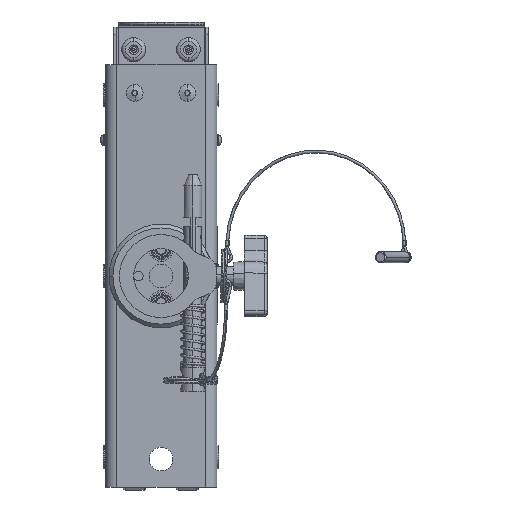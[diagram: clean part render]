
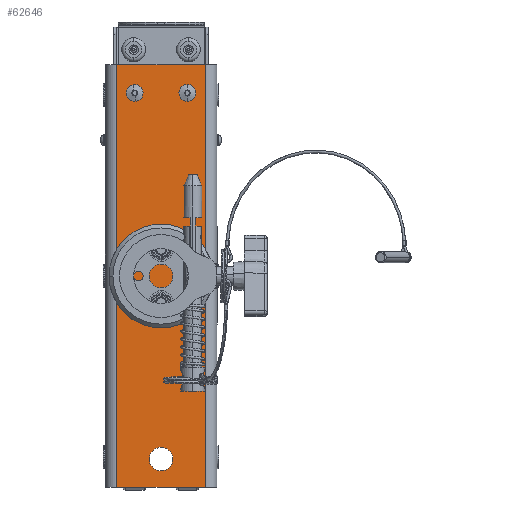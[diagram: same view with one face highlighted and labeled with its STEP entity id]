
A CAD part, front view. The second image highlights one B-rep face of the part: STEP entity #62646.
In plain terms, the highlighted planar face has unit normal (0, -1, 0).
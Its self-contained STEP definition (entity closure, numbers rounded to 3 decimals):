
#1496 = CIRCLE ( 'NONE', #8142, 3.25 ) ;
#1933 = LINE ( 'NONE', #50402, #19487 ) ;
#1940 = VERTEX_POINT ( 'NONE', #55997 ) ;
#2270 = DIRECTION ( 'NONE',  ( -1., 0., 0. ) ) ;
#4022 = FACE_BOUND ( 'NONE', #63442, .T. ) ;
#4037 = DIRECTION ( 'NONE',  ( 0., 0., 1. ) ) ;
#5058 = EDGE_LOOP ( 'NONE', ( #31840, #20142 ) ) ;
#5316 = CIRCLE ( 'NONE', #52352, 3.25 ) ;
#8142 = AXIS2_PLACEMENT_3D ( 'NONE', #45839, #45313, #34089 ) ;
#8195 = ORIENTED_EDGE ( 'NONE', *, *, #31761, .T. ) ;
#9009 = DIRECTION ( 'NONE',  ( -1., 0., 0. ) ) ;
#9358 = CARTESIAN_POINT ( 'NONE',  ( 6.25, 0., -97. ) ) ;
#9839 = VERTEX_POINT ( 'NONE', #17504 ) ;
#10716 = ORIENTED_EDGE ( 'NONE', *, *, #45658, .F. ) ;
#10998 = VECTOR ( 'NONE', #2270, 1000. ) ;
#12342 = DIRECTION ( 'NONE',  ( -1., 0., 0. ) ) ;
#12399 = ORIENTED_EDGE ( 'NONE', *, *, #57038, .T. ) ;
#12504 = CARTESIAN_POINT ( 'NONE',  ( 14., 0., 97. ) ) ;
#12838 = VERTEX_POINT ( 'NONE', #74605 ) ;
#13467 = EDGE_CURVE ( 'NONE', #24842, #74973, #1496, .T. ) ;
#14147 = FACE_BOUND ( 'NONE', #5058, .T. ) ;
#16438 = CARTESIAN_POINT ( 'NONE',  ( 3.25, 0., 14. ) ) ;
#16565 = ORIENTED_EDGE ( 'NONE', *, *, #43639, .T. ) ;
#17392 = DIRECTION ( 'NONE',  ( 0., -1., 0. ) ) ;
#17504 = CARTESIAN_POINT ( 'NONE',  ( -3.25, 0., 14. ) ) ;
#17893 = DIRECTION ( 'NONE',  ( 1., 0., 0. ) ) ;
#18176 = DIRECTION ( 'NONE',  ( -1., 0., 0. ) ) ;
#18810 = CARTESIAN_POINT ( 'NONE',  ( 0., 0., -97. ) ) ;
#18932 = DIRECTION ( 'NONE',  ( 0., 1., 0. ) ) ;
#19181 = CIRCLE ( 'NONE', #76115, 2.5 ) ;
#19487 = VECTOR ( 'NONE', #9009, 1000. ) ;
#20142 = ORIENTED_EDGE ( 'NONE', *, *, #71710, .T. ) ;
#20375 = EDGE_CURVE ( 'NONE', #28241, #76200, #53346, .T. ) ;
#20722 = CARTESIAN_POINT ( 'NONE',  ( -23.5, 0., 112. ) ) ;
#20884 = CARTESIAN_POINT ( 'NONE',  ( 0., 0., -14. ) ) ;
#21493 = FACE_BOUND ( 'NONE', #47447, .T. ) ;
#22572 = CARTESIAN_POINT ( 'NONE',  ( 29.5, 0., 112. ) ) ;
#24842 = VERTEX_POINT ( 'NONE', #75676 ) ;
#24993 = CARTESIAN_POINT ( 'NONE',  ( 0., 0., 14. ) ) ;
#25200 = LINE ( 'NONE', #67391, #48150 ) ;
#25246 = DIRECTION ( 'NONE',  ( 0., 1., 0. ) ) ;
#25871 = CIRCLE ( 'NONE', #51786, 6.25 ) ;
#26066 = DIRECTION ( 'NONE',  ( 1., 0., 0. ) ) ;
#26160 = FACE_BOUND ( 'NONE', #56996, .T. ) ;
#26541 = DIRECTION ( 'NONE',  ( 0., 0., -1. ) ) ;
#27123 = CARTESIAN_POINT ( 'NONE',  ( -23.5, 0., -112. ) ) ;
#28013 = VERTEX_POINT ( 'NONE', #16438 ) ;
#28137 = VERTEX_POINT ( 'NONE', #29335 ) ;
#28241 = VERTEX_POINT ( 'NONE', #42327 ) ;
#28943 = ORIENTED_EDGE ( 'NONE', *, *, #13467, .F. ) ;
#29312 = EDGE_LOOP ( 'NONE', ( #37582, #8195 ) ) ;
#29335 = CARTESIAN_POINT ( 'NONE',  ( -16.5, 0., 97. ) ) ;
#29527 = DIRECTION ( 'NONE',  ( 0., -1., 0. ) ) ;
#29626 = ORIENTED_EDGE ( 'NONE', *, *, #40776, .T. ) ;
#30195 = CIRCLE ( 'NONE', #59394, 2.5 ) ;
#30410 = LINE ( 'NONE', #67387, #10998 ) ;
#31179 = DIRECTION ( 'NONE',  ( 0., -1., 0. ) ) ;
#31761 = EDGE_CURVE ( 'NONE', #76200, #28241, #19181, .T. ) ;
#31840 = ORIENTED_EDGE ( 'NONE', *, *, #75165, .T. ) ;
#31883 = EDGE_CURVE ( 'NONE', #74973, #24842, #65149, .T. ) ;
#33090 = DIRECTION ( 'NONE',  ( 0., 1., 0. ) ) ;
#34089 = DIRECTION ( 'NONE',  ( 1., 0., 0. ) ) ;
#34772 = EDGE_CURVE ( 'NONE', #59844, #36563, #54696, .T. ) ;
#35183 = AXIS2_PLACEMENT_3D ( 'NONE', #40533, #29527, #17893 ) ;
#35307 = CARTESIAN_POINT ( 'NONE',  ( -6.25, 0., -97. ) ) ;
#36563 = VERTEX_POINT ( 'NONE', #9358 ) ;
#37131 = FACE_OUTER_BOUND ( 'NONE', #55098, .T. ) ;
#37582 = ORIENTED_EDGE ( 'NONE', *, *, #20375, .T. ) ;
#37619 = CARTESIAN_POINT ( 'NONE',  ( 14., 0., 97. ) ) ;
#38136 = DIRECTION ( 'NONE',  ( 0., -1., 0. ) ) ;
#39076 = CARTESIAN_POINT ( 'NONE',  ( 23.5, 0., 112. ) ) ;
#39827 = CARTESIAN_POINT ( 'NONE',  ( -14., 0., 97. ) ) ;
#40533 = CARTESIAN_POINT ( 'NONE',  ( 0., 0., 14. ) ) ;
#40559 = AXIS2_PLACEMENT_3D ( 'NONE', #20884, #38136, #26066 ) ;
#40776 = EDGE_CURVE ( 'NONE', #12838, #1940, #75749, .T. ) ;
#42156 = DIRECTION ( 'NONE',  ( 1., 0., 0. ) ) ;
#42327 = CARTESIAN_POINT ( 'NONE',  ( 11.5, 0., 97. ) ) ;
#42415 = EDGE_CURVE ( 'NONE', #12838, #61594, #1933, .T. ) ;
#42798 = CARTESIAN_POINT ( 'NONE',  ( -14., 0., 97. ) ) ;
#43469 = DIRECTION ( 'NONE',  ( 1., 0., 0. ) ) ;
#43639 = EDGE_CURVE ( 'NONE', #36563, #59844, #25871, .T. ) ;
#45313 = DIRECTION ( 'NONE',  ( 0., -1., 0. ) ) ;
#45658 = EDGE_CURVE ( 'NONE', #28013, #9839, #5316, .T. ) ;
#45839 = CARTESIAN_POINT ( 'NONE',  ( 0., 0., -14. ) ) ;
#47184 = DIRECTION ( 'NONE',  ( 1., 0., 0. ) ) ;
#47447 = EDGE_LOOP ( 'NONE', ( #62108, #16565 ) ) ;
#48150 = VECTOR ( 'NONE', #26541, 1000. ) ;
#48787 = AXIS2_PLACEMENT_3D ( 'NONE', #12504, #71715, #59357 ) ;
#49139 = DIRECTION ( 'NONE',  ( 0., 1., 0. ) ) ;
#50402 = CARTESIAN_POINT ( 'NONE',  ( 29.5, 0., -112. ) ) ;
#50968 = ORIENTED_EDGE ( 'NONE', *, *, #58578, .F. ) ;
#51786 = AXIS2_PLACEMENT_3D ( 'NONE', #18810, #25246, #12342 ) ;
#52352 = AXIS2_PLACEMENT_3D ( 'NONE', #24993, #31179, #42156 ) ;
#52376 = ORIENTED_EDGE ( 'NONE', *, *, #63427, .T. ) ;
#53346 = CIRCLE ( 'NONE', #48787, 2.5 ) ;
#53583 = CARTESIAN_POINT ( 'NONE',  ( 16.5, 0., 97. ) ) ;
#54174 = VERTEX_POINT ( 'NONE', #20722 ) ;
#54224 = ORIENTED_EDGE ( 'NONE', *, *, #31883, .F. ) ;
#54696 = CIRCLE ( 'NONE', #60841, 6.25 ) ;
#55098 = EDGE_LOOP ( 'NONE', ( #12399, #52376, #72591, #29626 ) ) ;
#55997 = CARTESIAN_POINT ( 'NONE',  ( 23.5, 0., 112. ) ) ;
#56024 = CARTESIAN_POINT ( 'NONE',  ( -3.25, 0., -14. ) ) ;
#56471 = CIRCLE ( 'NONE', #67400, 2.5 ) ;
#56996 = EDGE_LOOP ( 'NONE', ( #54224, #28943 ) ) ;
#57038 = EDGE_CURVE ( 'NONE', #1940, #54174, #30410, .T. ) ;
#57807 = DIRECTION ( 'NONE',  ( -1., 0., 0. ) ) ;
#58578 = EDGE_CURVE ( 'NONE', #9839, #28013, #72517, .T. ) ;
#59178 = FACE_BOUND ( 'NONE', #29312, .T. ) ;
#59357 = DIRECTION ( 'NONE',  ( 1., 0., 0. ) ) ;
#59394 = AXIS2_PLACEMENT_3D ( 'NONE', #42798, #18932, #18176 ) ;
#59844 = VERTEX_POINT ( 'NONE', #35307 ) ;
#60841 = AXIS2_PLACEMENT_3D ( 'NONE', #68247, #33090, #73959 ) ;
#61594 = VERTEX_POINT ( 'NONE', #27123 ) ;
#61600 = VERTEX_POINT ( 'NONE', #63086 ) ;
#61901 = VECTOR ( 'NONE', #4037, 1000. ) ;
#62108 = ORIENTED_EDGE ( 'NONE', *, *, #34772, .T. ) ;
#62646 = ADVANCED_FACE ( 'NONE', ( #37131, #4022, #26160, #14147, #59178, #21493 ), #64695, .T. ) ;
#63086 = CARTESIAN_POINT ( 'NONE',  ( -11.5, 0., 97. ) ) ;
#63427 = EDGE_CURVE ( 'NONE', #54174, #61594, #25200, .T. ) ;
#63442 = EDGE_LOOP ( 'NONE', ( #50968, #10716 ) ) ;
#64695 = PLANE ( 'NONE',  #67354 ) ;
#65149 = CIRCLE ( 'NONE', #40559, 3.25 ) ;
#67354 = AXIS2_PLACEMENT_3D ( 'NONE', #22572, #17392, #47184 ) ;
#67387 = CARTESIAN_POINT ( 'NONE',  ( 29.5, 0., 112. ) ) ;
#67391 = CARTESIAN_POINT ( 'NONE',  ( -23.5, 0., -112. ) ) ;
#67400 = AXIS2_PLACEMENT_3D ( 'NONE', #39827, #69924, #57807 ) ;
#68247 = CARTESIAN_POINT ( 'NONE',  ( 0., 0., -97. ) ) ;
#69924 = DIRECTION ( 'NONE',  ( 0., 1., 0. ) ) ;
#71710 = EDGE_CURVE ( 'NONE', #61600, #28137, #30195, .T. ) ;
#71715 = DIRECTION ( 'NONE',  ( 0., 1., 0. ) ) ;
#72517 = CIRCLE ( 'NONE', #35183, 3.25 ) ;
#72591 = ORIENTED_EDGE ( 'NONE', *, *, #42415, .F. ) ;
#73959 = DIRECTION ( 'NONE',  ( -1., 0., 0. ) ) ;
#74605 = CARTESIAN_POINT ( 'NONE',  ( 23.5, 0., -112. ) ) ;
#74973 = VERTEX_POINT ( 'NONE', #56024 ) ;
#75165 = EDGE_CURVE ( 'NONE', #28137, #61600, #56471, .T. ) ;
#75676 = CARTESIAN_POINT ( 'NONE',  ( 3.25, 0., -14. ) ) ;
#75749 = LINE ( 'NONE', #39076, #61901 ) ;
#76115 = AXIS2_PLACEMENT_3D ( 'NONE', #37619, #49139, #43469 ) ;
#76200 = VERTEX_POINT ( 'NONE', #53583 ) ;
